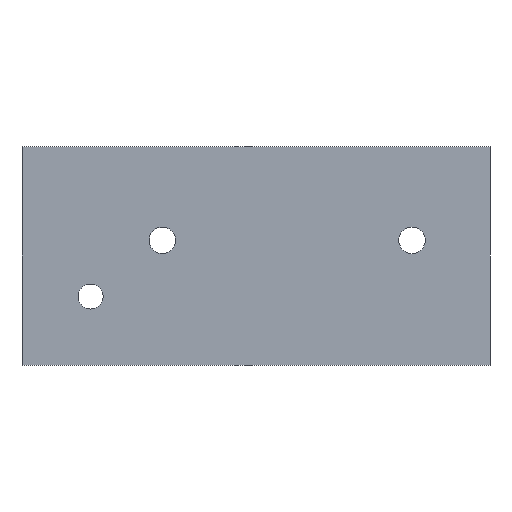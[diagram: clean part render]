
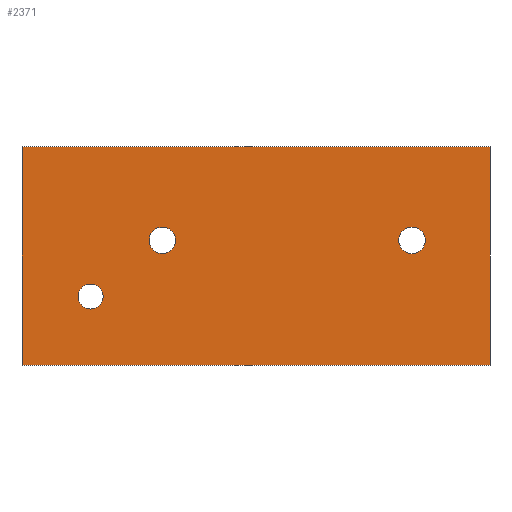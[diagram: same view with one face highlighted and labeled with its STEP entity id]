
A CAD part, front view. The second image highlights one B-rep face of the part: STEP entity #2371.
In plain terms, the highlighted planar face has unit normal (0, -1, 0).
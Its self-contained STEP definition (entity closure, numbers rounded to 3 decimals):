
#15 = ORIENTED_EDGE ( 'NONE', *, *, #35, .T. ) ;
#35 = EDGE_CURVE ( 'NONE', #2491, #2472, #457, .T. ) ;
#65 = EDGE_LOOP ( 'NONE', ( #15, #83 ) ) ;
#83 = ORIENTED_EDGE ( 'NONE', *, *, #2465, .T. ) ;
#90 = EDGE_CURVE ( 'NONE', #2523, #116, #740, .T. ) ;
#116 = VERTEX_POINT ( 'NONE', #961 ) ;
#118 = EDGE_LOOP ( 'NONE', ( #2463, #2547 ) ) ;
#142 = ORIENTED_EDGE ( 'NONE', *, *, #968, .F. ) ;
#193 = ORIENTED_EDGE ( 'NONE', *, *, #1853, .F. ) ;
#237 = ORIENTED_EDGE ( 'NONE', *, *, #90, .F. ) ;
#344 = CARTESIAN_POINT ( 'NONE',  ( -30., 0., 0.75 ) ) ;
#368 = CARTESIAN_POINT ( 'NONE',  ( -30., 0., 9.25 ) ) ;
#439 = CIRCLE ( 'NONE', #440, 4.25 ) ;
#440 = AXIS2_PLACEMENT_3D ( 'NONE', #441, #442, #443 ) ;
#441 = CARTESIAN_POINT ( 'NONE',  ( -30., 0., 5. ) ) ;
#442 = DIRECTION ( 'NONE',  ( 0., 1., 0. ) ) ;
#443 = DIRECTION ( 'NONE',  ( 0., 0., 1. ) ) ;
#457 = CIRCLE ( 'NONE', #458, 4. ) ;
#458 = AXIS2_PLACEMENT_3D ( 'NONE', #459, #460, #461 ) ;
#459 = CARTESIAN_POINT ( 'NONE',  ( -53., 0., -13. ) ) ;
#460 = DIRECTION ( 'NONE',  ( 0., 1., 0. ) ) ;
#461 = DIRECTION ( 'NONE',  ( 0., 0., 1. ) ) ;
#613 = ORIENTED_EDGE ( 'NONE', *, *, #2495, .F. ) ;
#740 = LINE ( 'NONE', #741, #742 ) ;
#741 = CARTESIAN_POINT ( 'NONE',  ( 75., 0., -35. ) ) ;
#742 = VECTOR ( 'NONE', #743, 1000. ) ;
#743 = DIRECTION ( 'NONE',  ( 0., 0., -1. ) ) ;
#883 = CIRCLE ( 'NONE', #884, 4.25 ) ;
#884 = AXIS2_PLACEMENT_3D ( 'NONE', #885, #886, #887 ) ;
#885 = CARTESIAN_POINT ( 'NONE',  ( 50., 0., 5. ) ) ;
#886 = DIRECTION ( 'NONE',  ( 0., 1., 0. ) ) ;
#887 = DIRECTION ( 'NONE',  ( 0., 0., 1. ) ) ;
#900 = FACE_BOUND ( 'NONE', #118, .T. ) ;
#901 = FACE_BOUND ( 'NONE', #2747, .T. ) ;
#902 = FACE_BOUND ( 'NONE', #65, .T. ) ;
#903 = FACE_OUTER_BOUND ( 'NONE', #2739, .T. ) ;
#920 = PLANE ( 'NONE',  #921 ) ;
#921 = AXIS2_PLACEMENT_3D ( 'NONE', #922, #923, #924 ) ;
#922 = CARTESIAN_POINT ( 'NONE',  ( -75., 0., 35. ) ) ;
#923 = DIRECTION ( 'NONE',  ( 0., 1., 0. ) ) ;
#924 = DIRECTION ( 'NONE',  ( 0., 0., 1. ) ) ;
#940 = CARTESIAN_POINT ( 'NONE',  ( -75., 0., -35. ) ) ;
#961 = CARTESIAN_POINT ( 'NONE',  ( 75., 0., -35. ) ) ;
#968 = EDGE_CURVE ( 'NONE', #1202, #1403, #2145, .T. ) ;
#983 = CARTESIAN_POINT ( 'NONE',  ( 50., 0., 0.75 ) ) ;
#999 = CARTESIAN_POINT ( 'NONE',  ( 50., 0., 9.25 ) ) ;
#1079 = CARTESIAN_POINT ( 'NONE',  ( -75., 0., 35. ) ) ;
#1080 = CIRCLE ( 'NONE', #1081, 4.25 ) ;
#1081 = AXIS2_PLACEMENT_3D ( 'NONE', #1082, #1083, #1084 ) ;
#1082 = CARTESIAN_POINT ( 'NONE',  ( 50., 0., 5. ) ) ;
#1083 = DIRECTION ( 'NONE',  ( 0., 1., 0. ) ) ;
#1084 = DIRECTION ( 'NONE',  ( 0., 0., 1. ) ) ;
#1202 = VERTEX_POINT ( 'NONE', #940 ) ;
#1291 = VERTEX_POINT ( 'NONE', #983 ) ;
#1326 = VERTEX_POINT ( 'NONE', #999 ) ;
#1403 = VERTEX_POINT ( 'NONE', #1079 ) ;
#1410 = LINE ( 'NONE', #1411, #1412 ) ;
#1411 = CARTESIAN_POINT ( 'NONE',  ( -75., 0., -35. ) ) ;
#1412 = VECTOR ( 'NONE', #1413, 1000. ) ;
#1413 = DIRECTION ( 'NONE',  ( -1., 0., 0. ) ) ;
#1553 = CIRCLE ( 'NONE', #1554, 4. ) ;
#1554 = AXIS2_PLACEMENT_3D ( 'NONE', #1555, #1556, #1557 ) ;
#1555 = CARTESIAN_POINT ( 'NONE',  ( -53., 0., -13. ) ) ;
#1556 = DIRECTION ( 'NONE',  ( 0., 1., 0. ) ) ;
#1557 = DIRECTION ( 'NONE',  ( 0., 0., 1. ) ) ;
#1649 = CARTESIAN_POINT ( 'NONE',  ( -53., 0., -17. ) ) ;
#1718 = CARTESIAN_POINT ( 'NONE',  ( -53., 0., -9. ) ) ;
#1771 = LINE ( 'NONE', #1772, #1773 ) ;
#1772 = CARTESIAN_POINT ( 'NONE',  ( -75., 0., 35. ) ) ;
#1773 = VECTOR ( 'NONE', #1774, 1000. ) ;
#1774 = DIRECTION ( 'NONE',  ( 1., 0., 0. ) ) ;
#1776 = CIRCLE ( 'NONE', #1777, 4.25 ) ;
#1777 = AXIS2_PLACEMENT_3D ( 'NONE', #1781, #1782, #1783 ) ;
#1781 = CARTESIAN_POINT ( 'NONE',  ( -30., 0., 5. ) ) ;
#1782 = DIRECTION ( 'NONE',  ( 0., 1., 0. ) ) ;
#1783 = DIRECTION ( 'NONE',  ( 0., 0., 1. ) ) ;
#1853 = EDGE_CURVE ( 'NONE', #116, #1202, #1410, .T. ) ;
#1866 = CARTESIAN_POINT ( 'NONE',  ( 75., 0., 35. ) ) ;
#2145 = LINE ( 'NONE', #2146, #2147 ) ;
#2146 = CARTESIAN_POINT ( 'NONE',  ( -75., 0., -35. ) ) ;
#2147 = VECTOR ( 'NONE', #2148, 1000. ) ;
#2148 = DIRECTION ( 'NONE',  ( 0., 0., 1. ) ) ;
#2249 = VERTEX_POINT ( 'NONE', #344 ) ;
#2256 = VERTEX_POINT ( 'NONE', #368 ) ;
#2282 = EDGE_CURVE ( 'NONE', #2249, #2256, #439, .T. ) ;
#2371 = ADVANCED_FACE ( 'NONE', ( #900, #901, #902, #903 ), #920, .F. ) ;
#2463 = ORIENTED_EDGE ( 'NONE', *, *, #2498, .T. ) ;
#2465 = EDGE_CURVE ( 'NONE', #2472, #2491, #1553, .T. ) ;
#2472 = VERTEX_POINT ( 'NONE', #1649 ) ;
#2491 = VERTEX_POINT ( 'NONE', #1718 ) ;
#2495 = EDGE_CURVE ( 'NONE', #1403, #2523, #1771, .T. ) ;
#2498 = EDGE_CURVE ( 'NONE', #2256, #2249, #1776, .T. ) ;
#2523 = VERTEX_POINT ( 'NONE', #1866 ) ;
#2547 = ORIENTED_EDGE ( 'NONE', *, *, #2282, .T. ) ;
#2619 = ORIENTED_EDGE ( 'NONE', *, *, #2650, .T. ) ;
#2626 = EDGE_CURVE ( 'NONE', #1291, #1326, #883, .T. ) ;
#2650 = EDGE_CURVE ( 'NONE', #1326, #1291, #1080, .T. ) ;
#2695 = ORIENTED_EDGE ( 'NONE', *, *, #2626, .T. ) ;
#2739 = EDGE_LOOP ( 'NONE', ( #142, #193, #237, #613 ) ) ;
#2747 = EDGE_LOOP ( 'NONE', ( #2619, #2695 ) ) ;
